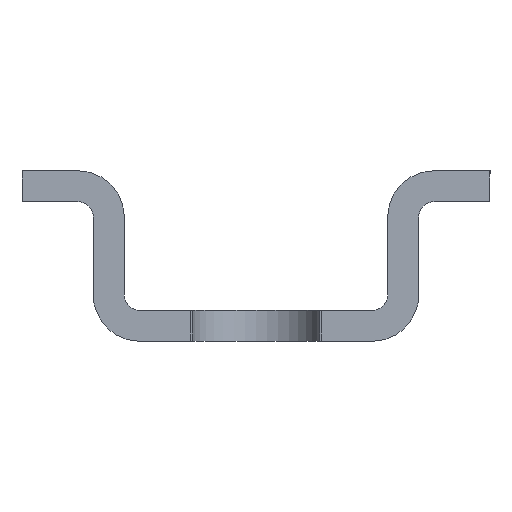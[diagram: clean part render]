
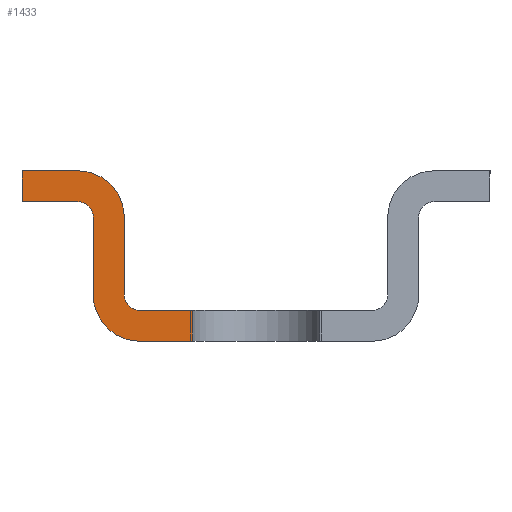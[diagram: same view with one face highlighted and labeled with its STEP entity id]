
A CAD part, left-side view. The second image highlights one B-rep face of the part: STEP entity #1433.
In plain terms, the highlighted planar face has unit normal (-1, 0, 0).
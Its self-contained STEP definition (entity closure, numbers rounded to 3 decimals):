
#69=FACE_OUTER_BOUND('',#143,.T.);
#143=EDGE_LOOP('',(#961,#962,#963,#964,#965,#966,#967,#968,#969,#970,#971,
#972));
#237=LINE('',#2109,#385);
#238=LINE('',#2111,#386);
#239=LINE('',#2113,#387);
#240=LINE('',#2117,#388);
#241=LINE('',#2121,#389);
#242=LINE('',#2123,#390);
#243=LINE('',#2125,#391);
#244=LINE('',#2128,#392);
#385=VECTOR('',#1675,10.);
#386=VECTOR('',#1676,10.);
#387=VECTOR('',#1677,10.);
#388=VECTOR('',#1680,10.);
#389=VECTOR('',#1683,10.);
#390=VECTOR('',#1684,10.);
#391=VECTOR('',#1685,10.);
#392=VECTOR('',#1688,10.);
#533=CIRCLE('',#1528,1.5);
#534=CIRCLE('',#1529,0.5);
#535=CIRCLE('',#1530,1.5);
#536=CIRCLE('',#1531,0.5);
#601=VERTEX_POINT('',#2105);
#602=VERTEX_POINT('',#2106);
#603=VERTEX_POINT('',#2108);
#604=VERTEX_POINT('',#2110);
#605=VERTEX_POINT('',#2112);
#606=VERTEX_POINT('',#2114);
#607=VERTEX_POINT('',#2116);
#608=VERTEX_POINT('',#2118);
#609=VERTEX_POINT('',#2120);
#610=VERTEX_POINT('',#2122);
#611=VERTEX_POINT('',#2124);
#612=VERTEX_POINT('',#2126);
#745=EDGE_CURVE('',#601,#602,#533,.T.);
#746=EDGE_CURVE('',#603,#601,#237,.T.);
#747=EDGE_CURVE('',#604,#603,#238,.T.);
#748=EDGE_CURVE('',#605,#604,#239,.T.);
#749=EDGE_CURVE('',#606,#605,#534,.T.);
#750=EDGE_CURVE('',#607,#606,#240,.T.);
#751=EDGE_CURVE('',#608,#607,#535,.T.);
#752=EDGE_CURVE('',#609,#608,#241,.T.);
#753=EDGE_CURVE('',#610,#609,#242,.T.);
#754=EDGE_CURVE('',#611,#610,#243,.T.);
#755=EDGE_CURVE('',#612,#611,#536,.T.);
#756=EDGE_CURVE('',#602,#612,#244,.T.);
#961=ORIENTED_EDGE('',*,*,#745,.F.);
#962=ORIENTED_EDGE('',*,*,#746,.F.);
#963=ORIENTED_EDGE('',*,*,#747,.F.);
#964=ORIENTED_EDGE('',*,*,#748,.F.);
#965=ORIENTED_EDGE('',*,*,#749,.F.);
#966=ORIENTED_EDGE('',*,*,#750,.F.);
#967=ORIENTED_EDGE('',*,*,#751,.F.);
#968=ORIENTED_EDGE('',*,*,#752,.F.);
#969=ORIENTED_EDGE('',*,*,#753,.F.);
#970=ORIENTED_EDGE('',*,*,#754,.F.);
#971=ORIENTED_EDGE('',*,*,#755,.F.);
#972=ORIENTED_EDGE('',*,*,#756,.F.);
#1393=PLANE('',#1527);
#1433=ADVANCED_FACE('',(#69),#1393,.F.);
#1527=AXIS2_PLACEMENT_3D('',#2104,#1671,#1672);
#1528=AXIS2_PLACEMENT_3D('',#2107,#1673,#1674);
#1529=AXIS2_PLACEMENT_3D('',#2115,#1678,#1679);
#1530=AXIS2_PLACEMENT_3D('',#2119,#1681,#1682);
#1531=AXIS2_PLACEMENT_3D('',#2127,#1686,#1687);
#1671=DIRECTION('center_axis',(1.,0.,0.));
#1672=DIRECTION('ref_axis',(0.,-1.,0.));
#1673=DIRECTION('center_axis',(1.,0.,0.));
#1674=DIRECTION('ref_axis',(0.,0.,1.));
#1675=DIRECTION('',(0.,-1.,0.));
#1676=DIRECTION('',(0.,0.,1.));
#1677=DIRECTION('',(0.,1.,0.));
#1678=DIRECTION('center_axis',(-1.,0.,0.));
#1679=DIRECTION('ref_axis',(0.,0.,-1.));
#1680=DIRECTION('',(0.,0.,1.));
#1681=DIRECTION('center_axis',(1.,0.,0.));
#1682=DIRECTION('ref_axis',(0.,0.,-1.));
#1683=DIRECTION('',(0.,1.,0.));
#1684=DIRECTION('',(0.,0.,-1.));
#1685=DIRECTION('',(0.,-1.,0.));
#1686=DIRECTION('center_axis',(-1.,0.,0.));
#1687=DIRECTION('ref_axis',(0.,0.,1.));
#1688=DIRECTION('',(0.,0.,-1.));
#2104=CARTESIAN_POINT('Origin',(385.,109.357,5.5));
#2105=CARTESIAN_POINT('',(385.,5.75,5.5));
#2106=CARTESIAN_POINT('',(385.,4.25,4.));
#2107=CARTESIAN_POINT('Origin',(385.,5.75,4.));
#2108=CARTESIAN_POINT('',(385.,7.55,5.5));
#2109=CARTESIAN_POINT('',(385.,57.554,5.5));
#2110=CARTESIAN_POINT('',(385.,7.55,4.5));
#2111=CARTESIAN_POINT('',(385.,7.55,5.5));
#2112=CARTESIAN_POINT('',(385.,5.75,4.5));
#2113=CARTESIAN_POINT('',(385.,58.454,4.5));
#2114=CARTESIAN_POINT('',(385.,5.25,4.));
#2115=CARTESIAN_POINT('Origin',(385.,5.75,4.));
#2116=CARTESIAN_POINT('',(385.,5.25,1.5));
#2117=CARTESIAN_POINT('',(385.,5.25,4.75));
#2118=CARTESIAN_POINT('',(385.,3.75,0.));
#2119=CARTESIAN_POINT('Origin',(385.,3.75,1.5));
#2120=CARTESIAN_POINT('',(385.,2.051,0.));
#2121=CARTESIAN_POINT('',(385.,56.554,0.));
#2122=CARTESIAN_POINT('',(385.,2.051,1.));
#2123=CARTESIAN_POINT('',(385.,2.051,0.));
#2124=CARTESIAN_POINT('',(385.,3.75,1.));
#2125=CARTESIAN_POINT('',(385.,52.804,1.));
#2126=CARTESIAN_POINT('',(385.,4.25,1.5));
#2127=CARTESIAN_POINT('Origin',(385.,3.75,1.5));
#2128=CARTESIAN_POINT('',(385.,4.25,3.5));
